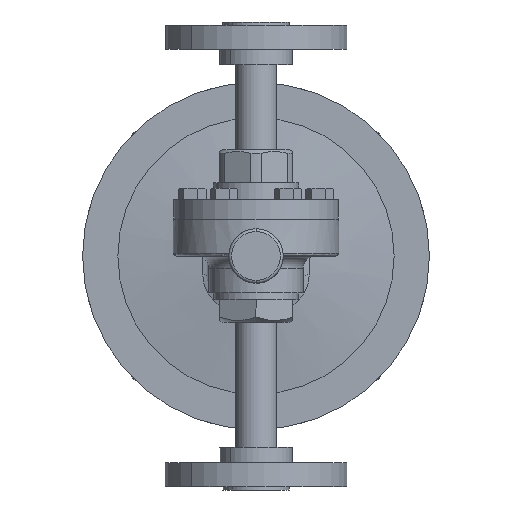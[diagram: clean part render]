
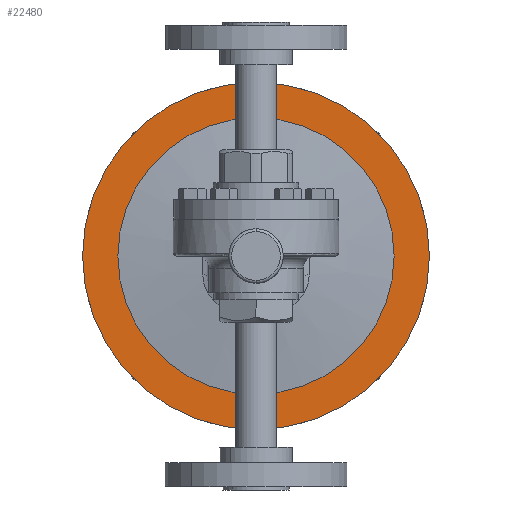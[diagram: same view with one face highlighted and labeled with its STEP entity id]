
A CAD part, front view. The second image highlights one B-rep face of the part: STEP entity #22480.
In plain terms, the highlighted planar face has unit normal (0, -1, 0).
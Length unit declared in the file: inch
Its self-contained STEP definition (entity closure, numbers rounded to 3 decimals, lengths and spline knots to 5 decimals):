
#870 = DIRECTION ( 'NONE',  ( 0., 0., -1. ) ) ;
#1013 = AXIS2_PLACEMENT_3D ( 'NONE', #1041, #13237, #2774 ) ;
#1041 = CARTESIAN_POINT ( 'NONE',  ( 0., 2.25, 0. ) ) ;
#2395 = CARTESIAN_POINT ( 'NONE',  ( 0., 2.25, -3.655 ) ) ;
#2549 = CIRCLE ( 'NONE', #9365, 2.84 ) ;
#2774 = DIRECTION ( 'NONE',  ( 0., 0., -1. ) ) ;
#4130 = DIRECTION ( 'NONE',  ( 0., -1., 0. ) ) ;
#5341 = EDGE_CURVE ( 'NONE', #12394, #5368, #19120, .T. ) ;
#5368 = VERTEX_POINT ( 'NONE', #21999 ) ;
#5744 = ORIENTED_EDGE ( 'NONE', *, *, #18816, .F. ) ;
#5861 = PLANE ( 'NONE',  #12267 ) ;
#6055 = DIRECTION ( 'NONE',  ( 0., -1., 0. ) ) ;
#6727 = CIRCLE ( 'NONE', #7546, 3.565 ) ;
#7346 = CARTESIAN_POINT ( 'NONE',  ( 0., 2.25, 2.84 ) ) ;
#7546 = AXIS2_PLACEMENT_3D ( 'NONE', #16472, #6055, #18250 ) ;
#7769 = CIRCLE ( 'NONE', #18461, 2.84 ) ;
#7909 = FACE_BOUND ( 'NONE', #12155, .T. ) ;
#8008 = CARTESIAN_POINT ( 'NONE',  ( 0., 2.25, 0. ) ) ;
#8454 = VERTEX_POINT ( 'NONE', #7346 ) ;
#9365 = AXIS2_PLACEMENT_3D ( 'NONE', #8008, #20228, #9776 ) ;
#9776 = DIRECTION ( 'NONE',  ( 0., 0., -1. ) ) ;
#11330 = DIRECTION ( 'NONE',  ( 0., -1., 0. ) ) ;
#11610 = VERTEX_POINT ( 'NONE', #20136 ) ;
#12062 = EDGE_CURVE ( 'NONE', #5368, #12394, #6727, .T. ) ;
#12155 = EDGE_LOOP ( 'NONE', ( #19688, #5744 ) ) ;
#12267 = AXIS2_PLACEMENT_3D ( 'NONE', #2395, #4130, #16342 ) ;
#12332 = CARTESIAN_POINT ( 'NONE',  ( 0., 2.25, 3.565 ) ) ;
#12394 = VERTEX_POINT ( 'NONE', #12332 ) ;
#13237 = DIRECTION ( 'NONE',  ( 0., -1., 0. ) ) ;
#14990 = EDGE_CURVE ( 'NONE', #8454, #11610, #2549, .T. ) ;
#16342 = DIRECTION ( 'NONE',  ( 0., 0., -1. ) ) ;
#16472 = CARTESIAN_POINT ( 'NONE',  ( 0., 2.25, 0. ) ) ;
#18250 = DIRECTION ( 'NONE',  ( 0., 0., -1. ) ) ;
#18461 = AXIS2_PLACEMENT_3D ( 'NONE', #21828, #11330, #870 ) ;
#18816 = EDGE_CURVE ( 'NONE', #11610, #8454, #7769, .T. ) ;
#19120 = CIRCLE ( 'NONE', #1013, 3.565 ) ;
#19688 = ORIENTED_EDGE ( 'NONE', *, *, #14990, .F. ) ;
#20136 = CARTESIAN_POINT ( 'NONE',  ( 0., 2.25, -2.84 ) ) ;
#20149 = ORIENTED_EDGE ( 'NONE', *, *, #12062, .T. ) ;
#20228 = DIRECTION ( 'NONE',  ( 0., -1., 0. ) ) ;
#21328 = FACE_OUTER_BOUND ( 'NONE', #22253, .T. ) ;
#21431 = ORIENTED_EDGE ( 'NONE', *, *, #5341, .T. ) ;
#21828 = CARTESIAN_POINT ( 'NONE',  ( 0., 2.25, 0. ) ) ;
#21999 = CARTESIAN_POINT ( 'NONE',  ( 0., 2.25, -3.565 ) ) ;
#22253 = EDGE_LOOP ( 'NONE', ( #20149, #21431 ) ) ;
#22480 = ADVANCED_FACE ( 'NONE', ( #7909, #21328 ), #5861, .T. ) ;
